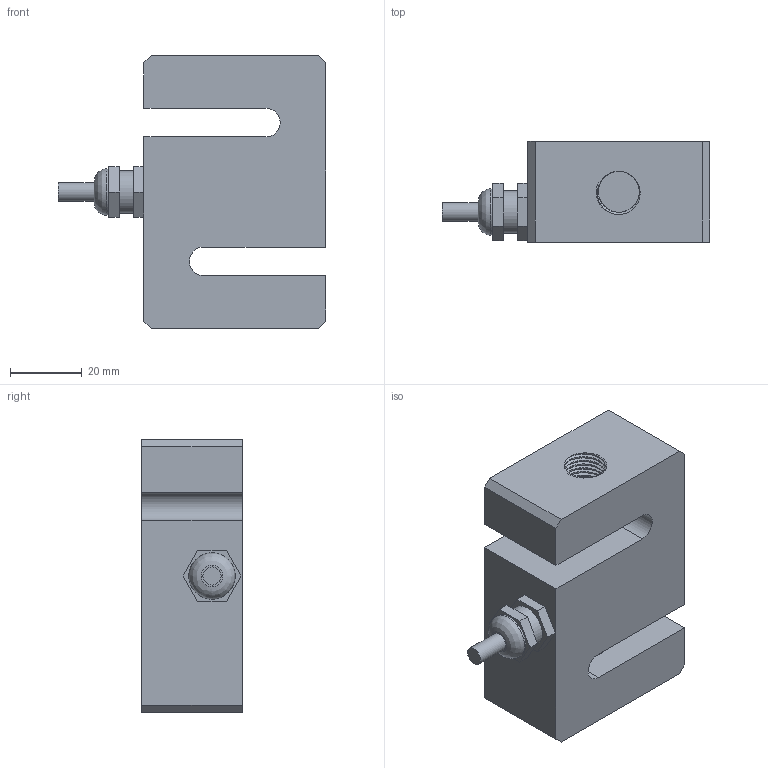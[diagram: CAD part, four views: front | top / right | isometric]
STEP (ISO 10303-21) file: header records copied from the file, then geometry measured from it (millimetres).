
FILE_DESCRIPTION(/* description */ (''),/* implementation_level */ '2;1');
FILE_NAME(/* name */ '101NSGS-(1-3)klb v4.step',/* time_stamp */ '2020-01-23T11:48:14-08:00',/* author */ (''),/* organization */ (''),/* preprocessor_version */ 'ST-DEVELOPER v18',/* originating_system */ 'Autodesk Translation Framework v8.12.0.6',/* authorisation */ '');
FILE_SCHEMA (('AUTOMOTIVE_DESIGN { 1 0 10303 214 3 1 1 }'));
Length unit declared in the file: millimetre
Products named in the file (2): 101NSGS-(1-3)klb; Connector v1
Assembly tree (1 placements, depth 2):
  101NSGS-(1-3)klb
    Connector v1
Bounding box: 74.73 x 28.19 x 76.2 mm (x, y, z)
Volume: 75589.6 mm3; surface area: 24383.7 mm2
Topology: 2 solids, 4 shells, 110 faces, 284 edges, 187 vertices
Faces by surface type: cylinder 65, plane 40, bspline 5
Full cylindrical faces by diameter (mm): 5.1 x1, 10 x1, 11.468 x20, 12 x1, 12.7 x26, 13 x1, 26.6 x1, 27.2 x2, 29.4 x2
Entity records: 9030 total; most frequent: CARTESIAN_POINT 6481, ORIENTED_EDGE 568, DIRECTION 422, EDGE_CURVE 284, VERTEX_POINT 187, AXIS2_PLACEMENT_3D 141, LINE 140, VECTOR 140
